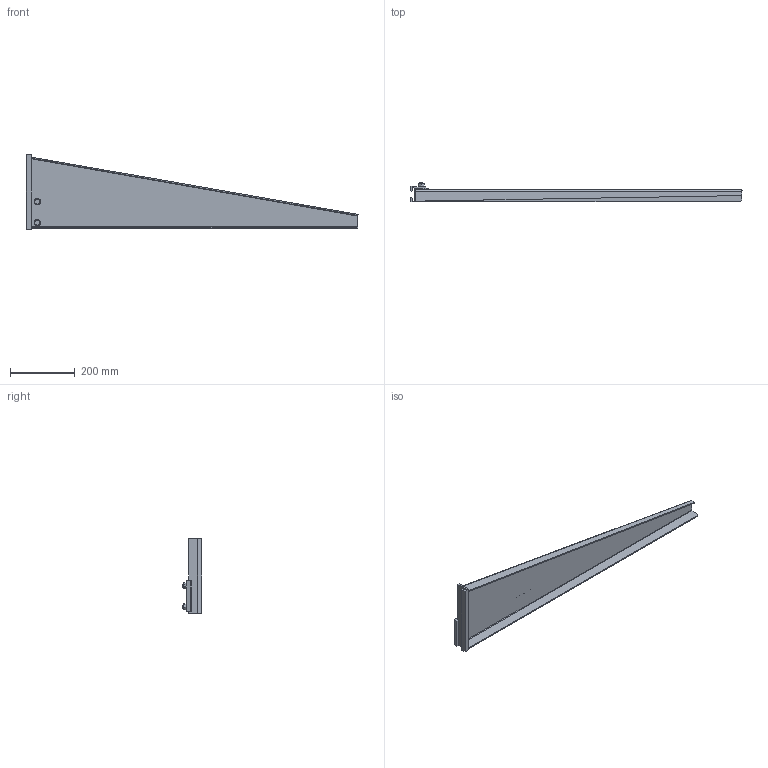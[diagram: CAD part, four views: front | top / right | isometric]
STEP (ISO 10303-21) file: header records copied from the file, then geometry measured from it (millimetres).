
FILE_DESCRIPTION((''),'2;1');
FILE_NAME('6419208_ASM','2012-08-17T',('AndreasKeweloh'),(''),'PRO/ENGINEER BY PARAMETRIC TECHNOLOGY CORPORATION, 2012130','PRO/ENGINEER BY PARAMETRIC TECHNOLOGY CORPORATION, 2012130','');
FILE_SCHEMA(('CONFIG_CONTROL_DESIGN'));
Length unit declared in the file: millimetre
Products named in the file (7): 6419208_04; 6419208_04_022; 6419208_S; 6419208_NUT_ISO; 6419208_M10_X_30; 6419208TEIL1_230; 6419208_ASM
Assembly tree (11 placements, depth 2):
  6419208_ASM
    6419208_04
    6419208_04_022
    6419208_S  x4
    6419208_NUT_ISO  x2
    6419208_M10_X_30  x2
    6419208TEIL1_230
Bounding box: 1027.74 x 61.5 x 230 mm (x, y, z)
Volume: 763457.2 mm3; surface area: 433552.1 mm2
Topology: 11 solids, 11 shells, 377 faces, 902 edges, 572 vertices
Faces by surface type: plane 208, extrusion 59, cylinder 56, cone 48, torus 4, bspline 2
Entity records: 11386 total; most frequent: CARTESIAN_POINT 4256, ORIENTED_EDGE 1492, DIRECTION 1264, EDGE_CURVE 746, VECTOR 546, LINE 487, VERTEX_POINT 480, AXIS2_PLACEMENT_3D 359
